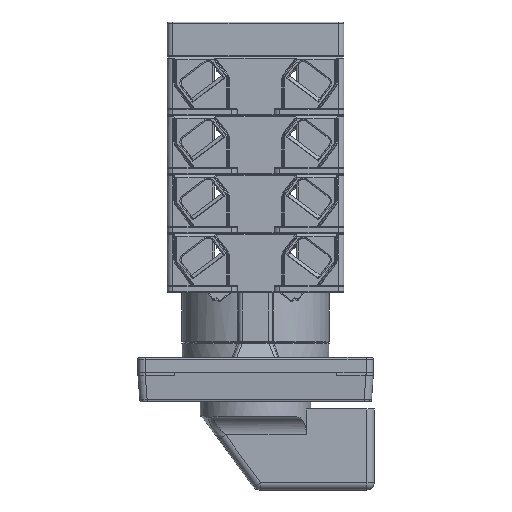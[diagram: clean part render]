
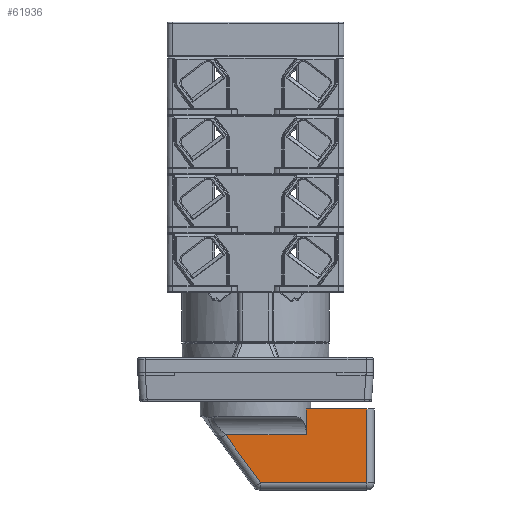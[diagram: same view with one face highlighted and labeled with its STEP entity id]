
A CAD part, front view. The second image highlights one B-rep face of the part: STEP entity #61936.
In plain terms, the highlighted face is planar.
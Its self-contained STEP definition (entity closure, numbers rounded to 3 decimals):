
#4292 = AXIS2_PLACEMENT_3D ( 'NONE', #41406, #41423, #41424 ) ;
#14382 = CARTESIAN_POINT ( 'NONE',  ( 13.791, 5.9, 4. ) ) ;
#14383 = DIRECTION ( 'NONE',  ( 0., 0., -1. ) ) ;
#14407 = CARTESIAN_POINT ( 'NONE',  ( -2.977, 5.9, 16.103 ) ) ;
#14420 = CARTESIAN_POINT ( 'NONE',  ( -13.791, 5.9, 9. ) ) ;
#14422 = DIRECTION ( 'NONE',  ( -1., 0., 0. ) ) ;
#14423 = DIRECTION ( 'NONE',  ( 0.59, 0., 0.808 ) ) ;
#14424 = CARTESIAN_POINT ( 'NONE',  ( 32.209, 5.9, 22. ) ) ;
#14425 = DIRECTION ( 'NONE',  ( 1., 0., 0. ) ) ;
#14426 = CARTESIAN_POINT ( 'NONE',  ( 30.209, 5.9, 24. ) ) ;
#14427 = DIRECTION ( 'NONE',  ( 0., 0., -1. ) ) ;
#14428 = CARTESIAN_POINT ( 'NONE',  ( 13.791, 5.9, 2. ) ) ;
#14429 = DIRECTION ( 'NONE',  ( 1., 0., 0. ) ) ;
#15471 = EDGE_CURVE ( 'NONE', #53816, #53817, #51750, .T. ) ;
#15501 = EDGE_CURVE ( 'NONE', #53816, #53827, #51815, .T. ) ;
#15502 = EDGE_CURVE ( 'NONE', #53827, #53833, #51795, .T. ) ;
#15504 = EDGE_CURVE ( 'NONE', #53833, #53834, #51819, .T. ) ;
#15506 = EDGE_CURVE ( 'NONE', #53834, #53835, #51821, .T. ) ;
#15508 = EDGE_CURVE ( 'NONE', #53817, #53835, #51825, .T. ) ;
#28060 = ORIENTED_EDGE ( 'NONE', *, *, #15501, .T. ) ;
#28061 = ORIENTED_EDGE ( 'NONE', *, *, #15502, .T. ) ;
#28062 = ORIENTED_EDGE ( 'NONE', *, *, #15504, .T. ) ;
#28063 = ORIENTED_EDGE ( 'NONE', *, *, #15506, .T. ) ;
#28064 = ORIENTED_EDGE ( 'NONE', *, *, #15508, .F. ) ;
#28065 = ORIENTED_EDGE ( 'NONE', *, *, #15471, .F. ) ;
#41406 = CARTESIAN_POINT ( 'NONE',  ( -13.791, 5.9, 24. ) ) ;
#41419 = PLANE ( 'NONE',  #4292 ) ;
#41423 = DIRECTION ( 'NONE',  ( 0., 1., 0. ) ) ;
#41424 = DIRECTION ( 'NONE',  ( -1., 0., 0. ) ) ;
#51744 = VECTOR ( 'NONE', #14383, 1000. ) ;
#51750 = LINE ( 'NONE', #14382, #51744 ) ;
#51795 = LINE ( 'NONE', #14407, #51820 ) ;
#51815 = LINE ( 'NONE', #14420, #51818 ) ;
#51818 = VECTOR ( 'NONE', #14422, 1000. ) ;
#51819 = LINE ( 'NONE', #14424, #51823 ) ;
#51820 = VECTOR ( 'NONE', #14423, 1000. ) ;
#51821 = LINE ( 'NONE', #14426, #51826 ) ;
#51823 = VECTOR ( 'NONE', #14425, 1000. ) ;
#51825 = LINE ( 'NONE', #14428, #51829 ) ;
#51826 = VECTOR ( 'NONE', #14427, 1000. ) ;
#51829 = VECTOR ( 'NONE', #14429, 1000. ) ;
#53816 = VERTEX_POINT ( 'NONE', #60692 ) ;
#53817 = VERTEX_POINT ( 'NONE', #60693 ) ;
#53827 = VERTEX_POINT ( 'NONE', #60703 ) ;
#53833 = VERTEX_POINT ( 'NONE', #60709 ) ;
#53834 = VERTEX_POINT ( 'NONE', #60710 ) ;
#53835 = VERTEX_POINT ( 'NONE', #60711 ) ;
#60692 = CARTESIAN_POINT ( 'NONE',  ( 13.791, 5.9, 9. ) ) ;
#60693 = CARTESIAN_POINT ( 'NONE',  ( 13.791, 5.9, 2. ) ) ;
#60703 = CARTESIAN_POINT ( 'NONE',  ( -8.164, 5.9, 9. ) ) ;
#60709 = CARTESIAN_POINT ( 'NONE',  ( 1.329, 5.9, 22. ) ) ;
#60710 = CARTESIAN_POINT ( 'NONE',  ( 30.209, 5.9, 22. ) ) ;
#60711 = CARTESIAN_POINT ( 'NONE',  ( 30.209, 5.9, 2. ) ) ;
#61936 = ADVANCED_FACE ( 'NONE', ( #71091 ), #41419, .T. ) ;
#63593 = EDGE_LOOP ( 'NONE', ( #28060, #28061, #28062, #28063, #28064, #28065 ) ) ;
#71091 = FACE_OUTER_BOUND ( 'NONE', #63593, .T. ) ;
